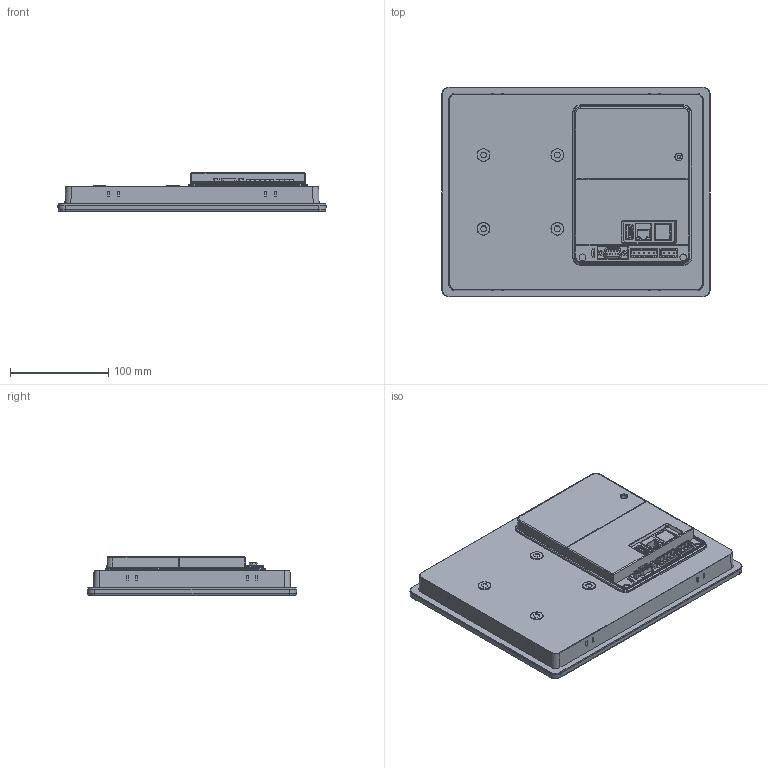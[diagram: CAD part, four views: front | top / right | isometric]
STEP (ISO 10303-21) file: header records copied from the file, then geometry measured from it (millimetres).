
FILE_DESCRIPTION((''),'2;1');
FILE_NAME('FE6100M_FE9100WE_F0001','2022-07-08T14:34:12',('Lenovo'),(''),'CREO PARAMETRIC BY PTC INC, 2020033','CREO PARAMETRIC BY PTC INC, 2020033','');
FILE_SCHEMA(('CONFIG_CONTROL_DESIGN'));
Length unit declared in the file: millimetre
Products named in the file (1): FE6100M_FE9100WE_F0001
Bounding box: 273 x 213 x 39.1 mm (x, y, z)
Volume: 1519136.1 mm3; surface area: 192284.8 mm2
Topology: 1 solids, 27 shells, 1406 faces, 3594 edges, 2295 vertices
Faces by surface type: plane 873, cylinder 341, torus 64, cone 59, bspline 55, sphere 10, revolution 4
Entity records: 45367 total; most frequent: CARTESIAN_POINT 11483, ORIENTED_EDGE 7168, DIRECTION 6725, EDGE_CURVE 3584, VECTOR 2539, LINE 2539, VERTEX_POINT 2295, AXIS2_PLACEMENT_3D 2091
